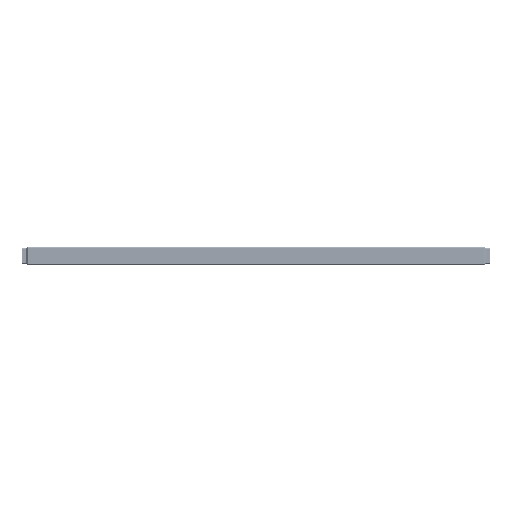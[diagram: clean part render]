
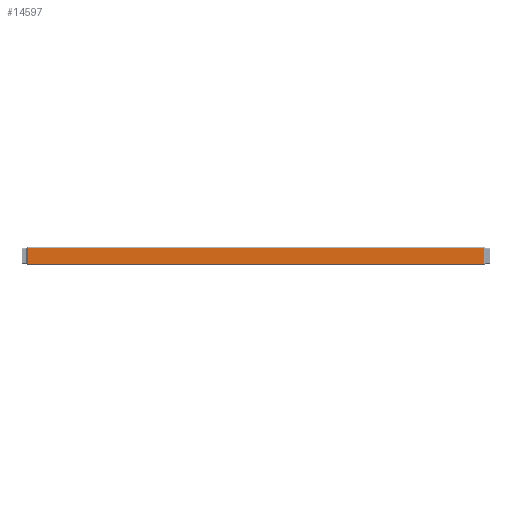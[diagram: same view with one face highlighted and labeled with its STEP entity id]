
A CAD part, front view. The second image highlights one B-rep face of the part: STEP entity #14597.
In plain terms, the highlighted planar face has unit normal (0, -1, 0).
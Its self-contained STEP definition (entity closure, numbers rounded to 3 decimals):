
#11382=FACE_OUTER_BOUND('',#28354,.T.);
#14597=ADVANCED_FACE('',(#11382),#18909,.T.);
#18909=PLANE('',#84113);
#28354=EDGE_LOOP('',(#34421,#34422,#34423,#34424,#34425,#34426,#34427,#34428));
#34421=ORIENTED_EDGE('',*,*,#62881,.T.);
#34422=ORIENTED_EDGE('',*,*,#62882,.F.);
#34423=ORIENTED_EDGE('',*,*,#62883,.T.);
#34424=ORIENTED_EDGE('',*,*,#62884,.T.);
#34425=ORIENTED_EDGE('',*,*,#62885,.T.);
#34426=ORIENTED_EDGE('',*,*,#62886,.F.);
#34427=ORIENTED_EDGE('',*,*,#62887,.T.);
#34428=ORIENTED_EDGE('',*,*,#62888,.T.);
#55541=VERTEX_POINT('',#114466);
#55542=VERTEX_POINT('',#114467);
#55543=VERTEX_POINT('',#114469);
#55544=VERTEX_POINT('',#114471);
#55545=VERTEX_POINT('',#114473);
#55546=VERTEX_POINT('',#114475);
#55547=VERTEX_POINT('',#114477);
#55548=VERTEX_POINT('',#114479);
#62881=EDGE_CURVE('',#55541,#55542,#73350,.T.);
#62882=EDGE_CURVE('',#55543,#55542,#73351,.T.);
#62883=EDGE_CURVE('',#55543,#55544,#73352,.T.);
#62884=EDGE_CURVE('',#55544,#55545,#73353,.T.);
#62885=EDGE_CURVE('',#55545,#55546,#73354,.T.);
#62886=EDGE_CURVE('',#55547,#55546,#73355,.T.);
#62887=EDGE_CURVE('',#55547,#55548,#73356,.T.);
#62888=EDGE_CURVE('',#55548,#55541,#73357,.T.);
#73350=LINE('',#114465,#78818);
#73351=LINE('',#114468,#78819);
#73352=LINE('',#114470,#78820);
#73353=LINE('',#114472,#78821);
#73354=LINE('',#114474,#78822);
#73355=LINE('',#114476,#78823);
#73356=LINE('',#114478,#78824);
#73357=LINE('',#114480,#78825);
#78818=VECTOR('',#92347,1.);
#78819=VECTOR('',#92348,1.);
#78820=VECTOR('',#92349,1.);
#78821=VECTOR('',#92350,1.);
#78822=VECTOR('',#92351,1.);
#78823=VECTOR('',#92352,1.);
#78824=VECTOR('',#92353,1.);
#78825=VECTOR('',#92354,1.);
#84113=AXIS2_PLACEMENT_3D('',#114481,#92355,#92356);
#92347=DIRECTION('',(-1.,0.,0.));
#92348=DIRECTION('',(0.577,0.,0.816));
#92349=DIRECTION('',(0.,0.,-1.));
#92350=DIRECTION('',(0.577,0.,-0.816));
#92351=DIRECTION('',(1.,0.,0.));
#92352=DIRECTION('',(-0.577,0.,-0.816));
#92353=DIRECTION('',(0.,0.,1.));
#92354=DIRECTION('',(-0.577,0.,0.816));
#92355=DIRECTION('',(0.,-1.,0.));
#92356=DIRECTION('',(1.,0.,0.));
#114465=CARTESIAN_POINT('',(-112.5,-4.5,4.));
#114466=CARTESIAN_POINT('',(111.8,-4.5,4.));
#114467=CARTESIAN_POINT('',(-111.8,-4.5,4.));
#114468=CARTESIAN_POINT('',(-112.082,-4.5,3.601));
#114469=CARTESIAN_POINT('',(-112.,-4.5,3.717));
#114470=CARTESIAN_POINT('',(-112.,-4.5,-4.));
#114471=CARTESIAN_POINT('',(-112.,-4.5,-3.717));
#114472=CARTESIAN_POINT('',(-116.04,-4.5,1.997));
#114473=CARTESIAN_POINT('',(-111.8,-4.5,-4.));
#114474=CARTESIAN_POINT('',(-112.5,-4.5,-4.));
#114475=CARTESIAN_POINT('',(111.8,-4.5,-4.));
#114476=CARTESIAN_POINT('',(112.082,-4.5,-3.601));
#114477=CARTESIAN_POINT('',(112.,-4.5,-3.717));
#114478=CARTESIAN_POINT('',(112.,-4.5,4.5));
#114479=CARTESIAN_POINT('',(112.,-4.5,3.717));
#114480=CARTESIAN_POINT('',(36.798,-4.5,110.069));
#114481=CARTESIAN_POINT('',(-112.5,-4.5,4.5));
